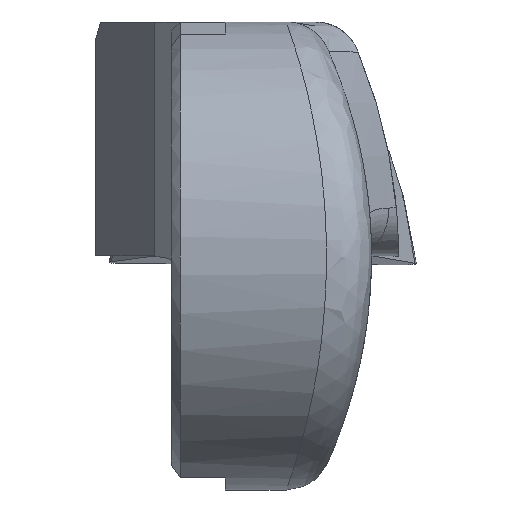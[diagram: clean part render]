
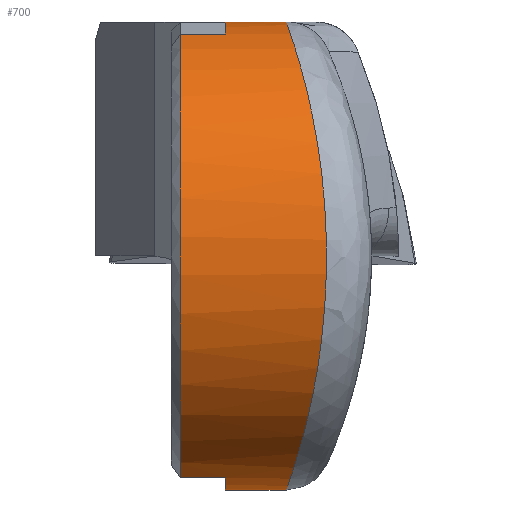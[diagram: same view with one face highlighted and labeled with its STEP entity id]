
A CAD part, left-side view. The second image highlights one B-rep face of the part: STEP entity #700.
In plain terms, the highlighted cylindrical face has radius 5.2 mm (diameter 10.4 mm), a partial arc.
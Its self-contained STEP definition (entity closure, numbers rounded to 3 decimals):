
#600=VERTEX_POINT('NONE',#1710);
#700=ADVANCED_FACE('NONE',(#1819),#1820,.T.);
#760=VERTEX_POINT('NONE',#1886);
#772=VERTEX_POINT('NONE',#1899);
#844=VERTEX_POINT('NONE',#1981);
#858=VERTEX_POINT('NONE',#1995);
#880=EDGE_CURVE('NONE',#760,#1370,#2020,.F.);
#1130=EDGE_CURVE('NONE',#600,#772,#2300,.T.);
#1160=EDGE_CURVE('NONE',#1370,#858,#2333,.T.);
#1186=EDGE_CURVE('NONE',#844,#760,#2362,.F.);
#1208=VERTEX_POINT('NONE',#2386);
#1370=VERTEX_POINT('NONE',#2563);
#1428=EDGE_CURVE('NONE',#1544,#772,#2624,.F.);
#1462=EDGE_CURVE('NONE',#858,#1544,#2660,.F.);
#1510=EDGE_CURVE('NONE',#1208,#844,#2713,.F.);
#1544=VERTEX_POINT('NONE',#2756);
#1604=EDGE_CURVE('NONE',#600,#1208,#2819,.F.);
#1710=CARTESIAN_POINT('',(0.,-2.555,-5.2));
#1819=FACE_OUTER_BOUND('',#4197,.T.);
#1820=CYLINDRICAL_SURFACE('',#4198,5.2);
#1886=CARTESIAN_POINT('',(-1.65,-1.2,4.931));
#1899=CARTESIAN_POINT('',(0.,-1.2,-5.2));
#1981=CARTESIAN_POINT('',(0.,-1.2,5.2));
#1995=CARTESIAN_POINT('',(-1.65,-0.2,-4.931));
#2020=LINE('',#4542,#4543);
#2300=LINE('',#6761,#6762);
#2333=CIRCLE('',#8390,5.2);
#2362=CIRCLE('',#9073,5.2);
#2386=CARTESIAN_POINT('',(0.0,-2.555,5.2));
#2563=CARTESIAN_POINT('',(-1.65,-0.2,4.931));
#2624=CIRCLE('',#10291,5.2);
#2660=LINE('',#10344,#10345);
#2713=LINE('',#10474,#10475);
#2756=CARTESIAN_POINT('',(-1.65,-1.2,-4.931));
#2819=B_SPLINE_CURVE_WITH_KNOTS('',3,(#10667,#10668,#10669,#10670,#10671,#10672,#10673,#10674,#10675,#10676,#10677,#10678,#10679,#10680,#10681,#10682,#10683,#10684,#10685,#10686,#10687,#10688,#10689,#10690,#10691),.UNSPECIFIED.,.F.,.F.,(4,3,3,3,3,3,3,3,4),(0.0,0.034,0.136,0.25,0.346,0.437,0.552,0.644,0.7),.UNSPECIFIED.);
#4197=EDGE_LOOP('',(#10991,#10992,#10993,#10994,#10995,#10996,#10997,#10998));
#4198=AXIS2_PLACEMENT_3D('',#10999,#11000,#11001);
#4542=CARTESIAN_POINT('',(-1.65,-7.0,4.931));
#4543=VECTOR('',#11213,1.0);
#6761=CARTESIAN_POINT('',(0.,-7.0,-5.2));
#6762=VECTOR('',#11557,1000.0);
#8390=AXIS2_PLACEMENT_3D('',#11592,#11593,#11594);
#9073=AXIS2_PLACEMENT_3D('',#11627,#11628,#11629);
#10291=AXIS2_PLACEMENT_3D('',#11920,#11921,#11922);
#10344=CARTESIAN_POINT('',(-1.65,-7.0,-4.931));
#10345=VECTOR('',#11949,1.0);
#10474=CARTESIAN_POINT('',(0.,-7.0,5.2));
#10475=VECTOR('',#12011,1.0);
#10667=CARTESIAN_POINT('',(0.,-2.555,5.2));
#10668=CARTESIAN_POINT('',(-0.267,-2.555,5.2));
#10669=CARTESIAN_POINT('',(-0.535,-2.563,5.179));
#10670=CARTESIAN_POINT('',(-0.8,-2.577,5.138));
#10671=CARTESIAN_POINT('',(-1.588,-2.621,5.015));
#10672=CARTESIAN_POINT('',(-2.342,-2.73,4.709));
#10673=CARTESIAN_POINT('',(-2.987,-2.859,4.256));
#10674=CARTESIAN_POINT('',(-3.708,-3.004,3.751));
#10675=CARTESIAN_POINT('',(-4.295,-3.17,3.062));
#10676=CARTESIAN_POINT('',(-4.68,-3.286,2.267));
#10677=CARTESIAN_POINT('',(-5.006,-3.384,1.593));
#10678=CARTESIAN_POINT('',(-5.187,-3.446,0.842));
#10679=CARTESIAN_POINT('',(-5.199,-3.45,0.087));
#10680=CARTESIAN_POINT('',(-5.211,-3.454,-0.621));
#10681=CARTESIAN_POINT('',(-5.076,-3.408,-1.331));
#10682=CARTESIAN_POINT('',(-4.808,-3.325,-1.981));
#10683=CARTESIAN_POINT('',(-4.467,-3.22,-2.809));
#10684=CARTESIAN_POINT('',(-3.912,-3.056,-3.54));
#10685=CARTESIAN_POINT('',(-3.212,-2.906,-4.09));
#10686=CARTESIAN_POINT('',(-2.649,-2.785,-4.531));
#10687=CARTESIAN_POINT('',(-1.993,-2.675,-4.857));
#10688=CARTESIAN_POINT('',(-1.292,-2.613,-5.037));
#10689=CARTESIAN_POINT('',(-0.872,-2.575,-5.145));
#10690=CARTESIAN_POINT('',(-0.436,-2.555,-5.2));
#10691=CARTESIAN_POINT('',(0.,-2.555,-5.2));
#10991=ORIENTED_EDGE('',*,*,#1130,.F.);
#10992=ORIENTED_EDGE('',*,*,#1604,.T.);
#10993=ORIENTED_EDGE('',*,*,#1510,.T.);
#10994=ORIENTED_EDGE('',*,*,#1186,.T.);
#10995=ORIENTED_EDGE('',*,*,#880,.T.);
#10996=ORIENTED_EDGE('',*,*,#1160,.T.);
#10997=ORIENTED_EDGE('',*,*,#1462,.T.);
#10998=ORIENTED_EDGE('',*,*,#1428,.T.);
#10999=CARTESIAN_POINT('',(0.0,-7.0,0.0));
#11000=DIRECTION('',(-0.0,1.0,0.0));
#11001=DIRECTION('',(0.,0.0,-1.0));
#11213=DIRECTION('',(0.0,-1.0,0.0));
#11557=DIRECTION('',(0.0,1.0,0.0));
#11592=CARTESIAN_POINT('',(0.0,-0.2,0.0));
#11593=DIRECTION('',(0.0,-1.0,-0.0));
#11594=DIRECTION('',(0.,0.0,-1.0));
#11627=CARTESIAN_POINT('',(0.0,-1.2,0.0));
#11628=DIRECTION('',(0.,1.0,0.));
#11629=DIRECTION('',(0.,0.0,-1.0));
#11920=CARTESIAN_POINT('',(0.0,-1.2,0.0));
#11921=DIRECTION('',(0.,1.0,0.));
#11922=DIRECTION('',(0.,0.0,-1.0));
#11949=DIRECTION('',(-0.0,1.0,0.0));
#12011=DIRECTION('',(0.0,-1.0,0.0));
